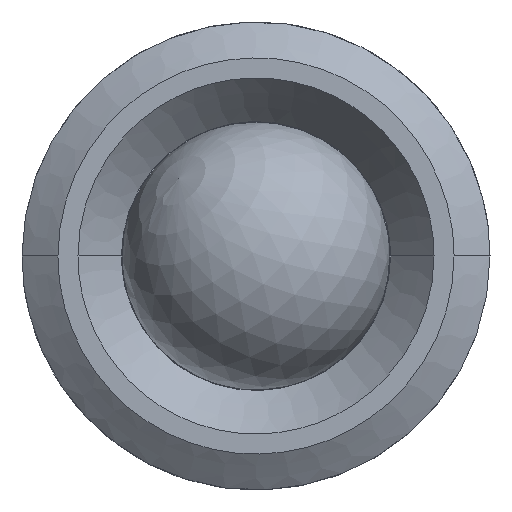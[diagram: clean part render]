
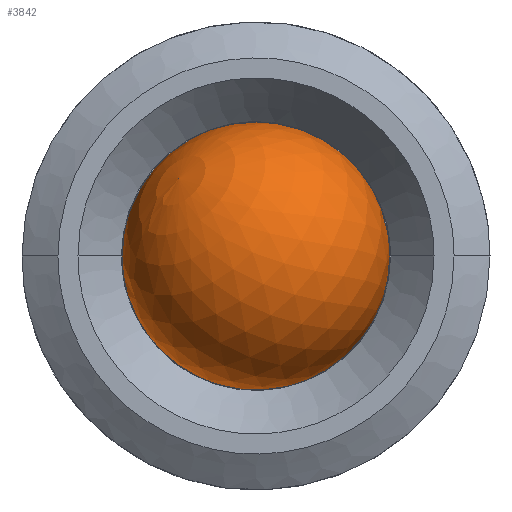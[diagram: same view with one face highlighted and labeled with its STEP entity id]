
A CAD part, front view. The second image highlights one B-rep face of the part: STEP entity #3842.
In plain terms, the highlighted spherical face has radius 8 mm.
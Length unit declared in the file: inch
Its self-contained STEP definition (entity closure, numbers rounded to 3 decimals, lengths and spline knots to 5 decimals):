
#17=SPHERICAL_SURFACE('',#4028,0.31496);
#103=CIRCLE('',#4025,0.31496);
#104=CIRCLE('',#4026,0.31496);
#105=CIRCLE('',#4027,0.31496);
#106=CIRCLE('',#4029,0.31496);
#630=FACE_OUTER_BOUND('',#868,.T.);
#868=EDGE_LOOP('',(#3534,#3535,#3536,#3537,#3538));
#1852=VERTEX_POINT('',#27249);
#1853=VERTEX_POINT('',#27251);
#1854=VERTEX_POINT('',#27253);
#1855=VERTEX_POINT('',#27310);
#2412=EDGE_CURVE('',#1853,#1852,#103,.T.);
#2413=EDGE_CURVE('',#1854,#1853,#104,.T.);
#2415=EDGE_CURVE('',#1852,#1854,#105,.T.);
#2416=EDGE_CURVE('',#1855,#1853,#106,.T.);
#3534=ORIENTED_EDGE('',*,*,#2415,.T.);
#3535=ORIENTED_EDGE('',*,*,#2413,.T.);
#3536=ORIENTED_EDGE('',*,*,#2416,.F.);
#3537=ORIENTED_EDGE('',*,*,#2416,.T.);
#3538=ORIENTED_EDGE('',*,*,#2412,.T.);
#3842=ADVANCED_FACE('',(#630),#17,.T.);
#4025=AXIS2_PLACEMENT_3D('',#27252,#4660,#4661);
#4026=AXIS2_PLACEMENT_3D('',#27254,#4662,#4663);
#4027=AXIS2_PLACEMENT_3D('',#27308,#4665,#4666);
#4028=AXIS2_PLACEMENT_3D('',#27309,#4667,#4668);
#4029=AXIS2_PLACEMENT_3D('',#27311,#4669,#4670);
#4660=DIRECTION('center_axis',(0.,-1.,0.));
#4661=DIRECTION('ref_axis',(-1.,0.,0.));
#4662=DIRECTION('center_axis',(0.,-1.,0.));
#4663=DIRECTION('ref_axis',(-1.,0.,0.));
#4665=DIRECTION('center_axis',(0.,-1.,0.));
#4666=DIRECTION('ref_axis',(-1.,0.,0.));
#4667=DIRECTION('center_axis',(-0.577,-0.577,0.577));
#4668=DIRECTION('ref_axis',(0.707,0.,0.707));
#4669=DIRECTION('center_axis',(0.408,-0.816,-0.408));
#4670=DIRECTION('ref_axis',(-0.707,0.,-0.707));
#27249=CARTESIAN_POINT('',(0.31496,-0.70866,0.));
#27251=CARTESIAN_POINT('',(-0.22267,-0.70866,-0.22275));
#27252=CARTESIAN_POINT('Origin',(0.,-0.70866,
0.));
#27253=CARTESIAN_POINT('',(-0.31496,-0.70866,0.));
#27254=CARTESIAN_POINT('Origin',(0.,-0.70866,
0.));
#27308=CARTESIAN_POINT('Origin',(0.,-0.70866,
0.));
#27309=CARTESIAN_POINT('Origin',(0.,-0.70866,
0.));
#27310=CARTESIAN_POINT('',(-0.18184,-0.8905,0.18184));
#27311=CARTESIAN_POINT('Origin',(0.,-0.70866,
0.));
